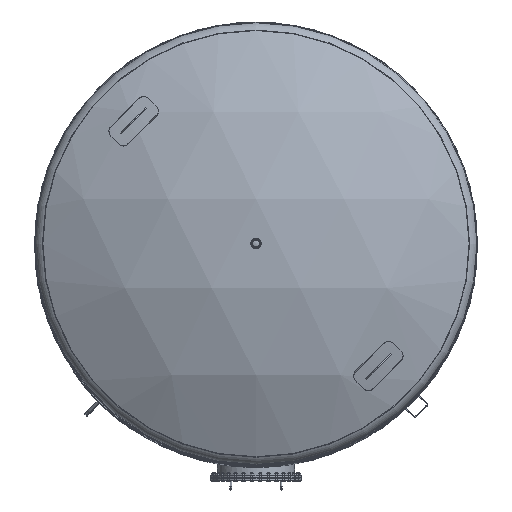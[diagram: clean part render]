
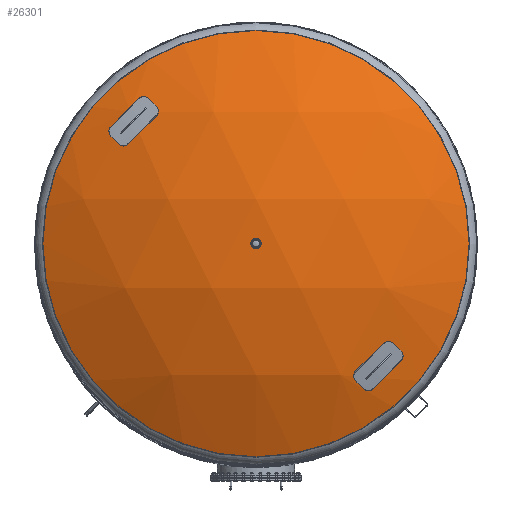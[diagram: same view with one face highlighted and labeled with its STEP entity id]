
A CAD part, top view. The second image highlights one B-rep face of the part: STEP entity #26301.
In plain terms, the highlighted spherical face has radius 3507 mm.
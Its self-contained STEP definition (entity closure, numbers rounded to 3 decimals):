
#2601=CIRCLE('',#28105,1685.779);
#2602=CIRCLE('',#28106,1685.779);
#3973=SPHERICAL_SURFACE('',#28108,3507.);
#4030=FACE_OUTER_BOUND('',#5646,.T.);
#5646=EDGE_LOOP('',(#17013,#17014));
#10673=VERTEX_POINT('',#39176);
#10674=VERTEX_POINT('',#39177);
#13181=EDGE_CURVE('',#10673,#10674,#2601,.T.);
#13182=EDGE_CURVE('',#10674,#10673,#2602,.T.);
#17013=ORIENTED_EDGE('',*,*,#13181,.T.);
#17014=ORIENTED_EDGE('',*,*,#13182,.T.);
#26301=ADVANCED_FACE('',(#4030),#3973,.T.);
#28105=AXIS2_PLACEMENT_3D('',#39178,#31216,#31217);
#28106=AXIS2_PLACEMENT_3D('',#39179,#31218,#31219);
#28108=AXIS2_PLACEMENT_3D('',#39181,#31222,#31223);
#31216=DIRECTION('center_axis',(0.,0.,
1.));
#31217=DIRECTION('ref_axis',(1.,0.,0.));
#31218=DIRECTION('center_axis',(0.,0.,
1.));
#31219=DIRECTION('ref_axis',(1.,0.,0.));
#31222=DIRECTION('center_axis',(0.,1.,0.));
#31223=DIRECTION('ref_axis',(1.,0.,0.));
#39176=CARTESIAN_POINT('',(1685.779,0.,11371.259));
#39177=CARTESIAN_POINT('',(0.,1685.779,11371.259));
#39178=CARTESIAN_POINT('Origin',(0.,0.,
11371.259));
#39179=CARTESIAN_POINT('Origin',(0.,0.,
11371.259));
#39181=CARTESIAN_POINT('Origin',(0.,0.,
8296.003));
